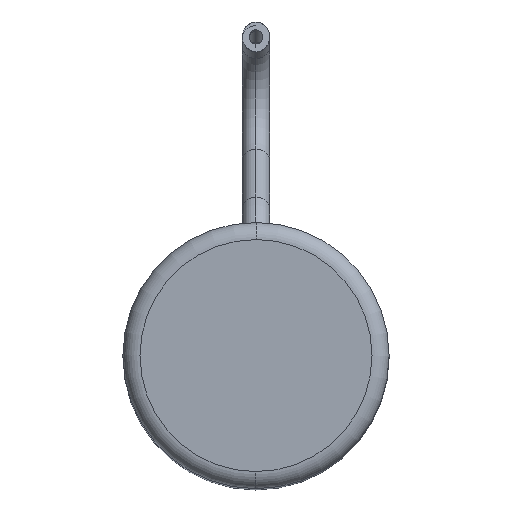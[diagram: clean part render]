
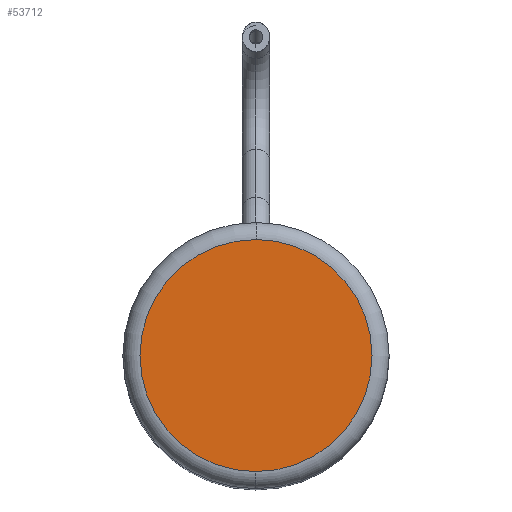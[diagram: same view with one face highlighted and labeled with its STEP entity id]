
A CAD part, top view. The second image highlights one B-rep face of the part: STEP entity #53712.
In plain terms, the highlighted planar face has unit normal (0, 0, 1).
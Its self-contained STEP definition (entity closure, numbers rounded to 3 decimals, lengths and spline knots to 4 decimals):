
#15117=CARTESIAN_POINT('',(0.,0.,9.72));
#15118=DIRECTION('',(0.,0.,1.));
#15119=DIRECTION('',(-0.002,-1.,0.));
#15120=AXIS2_PLACEMENT_3D('',#15117,#15118,#15119);
#15122=CARTESIAN_POINT('',(0.,0.,9.72));
#15123=DIRECTION('',(0.,0.,1.));
#15124=DIRECTION('',(0.002,1.,0.));
#15125=AXIS2_PLACEMENT_3D('',#15122,#15123,#15124);
#19518=CARTESIAN_POINT('',(-0.0021,-1.0595,9.72));
#19519=CARTESIAN_POINT('',(0.0021,1.0595,9.72));
#19520=VERTEX_POINT('',#19518);
#19521=VERTEX_POINT('',#19519);
#53703=CARTESIAN_POINT('',(0.,0.,9.72));
#53704=DIRECTION('',(0.,0.,1.));
#53705=DIRECTION('',(0.002,1.,0.));
#53706=AXIS2_PLACEMENT_3D('',#53703,#53704,#53705);
#53707=PLANE('',#53706);
#53708=ORIENTED_EDGE('',*,*,#53697,.F.);
#53709=ORIENTED_EDGE('',*,*,#53683,.F.);
#53710=EDGE_LOOP('',(#53708,#53709));
#53711=FACE_OUTER_BOUND('',#53710,.F.);
#53712=ADVANCED_FACE('',(#53711),#53707,.T.);
#15121=CIRCLE('',#15120,1.0595);
#15126=CIRCLE('',#15125,1.0595);
#53683=EDGE_CURVE('',#19521,#19520,#15126,.T.);
#53697=EDGE_CURVE('',#19520,#19521,#15121,.T.);
